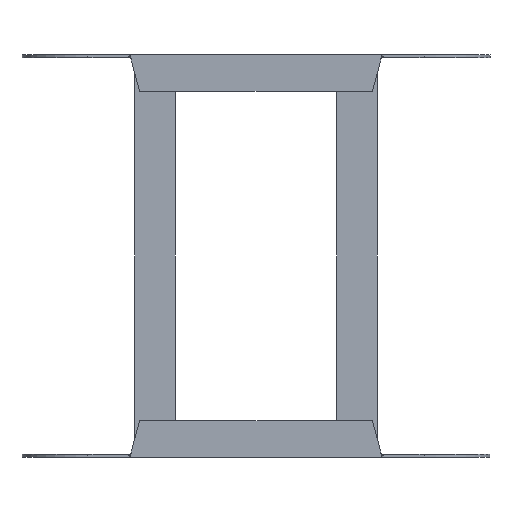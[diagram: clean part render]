
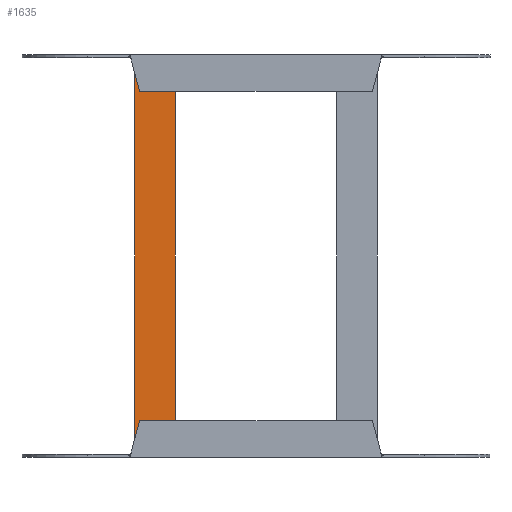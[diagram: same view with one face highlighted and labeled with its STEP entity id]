
A CAD part, front view. The second image highlights one B-rep face of the part: STEP entity #1635.
In plain terms, the highlighted planar face has unit normal (0, -1, 0).
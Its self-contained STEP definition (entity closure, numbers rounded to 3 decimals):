
#21 = ORIENTED_EDGE ( 'NONE', *, *, #1015, .T. ) ;
#26 = LINE ( 'NONE', #1448, #40 ) ;
#40 = VECTOR ( 'NONE', #724, 1000. ) ;
#44 = LINE ( 'NONE', #246, #50 ) ;
#50 = VECTOR ( 'NONE', #817, 1000. ) ;
#111 = ORIENTED_EDGE ( 'NONE', *, *, #2841, .T. ) ;
#233 = EDGE_CURVE ( 'NONE', #2010, #2951, #328, .T. ) ;
#246 = CARTESIAN_POINT ( 'NONE',  ( -11.5, 0., -146. ) ) ;
#259 = FACE_OUTER_BOUND ( 'NONE', #1743, .T. ) ;
#293 = VECTOR ( 'NONE', #2832, 1000. ) ;
#328 = LINE ( 'NONE', #3112, #293 ) ;
#377 = AXIS2_PLACEMENT_3D ( 'NONE', #1764, #2330, #2296 ) ;
#468 = EDGE_CURVE ( 'NONE', #761, #2935, #2750, .T. ) ;
#644 = CARTESIAN_POINT ( 'NONE',  ( -15., 0., -146. ) ) ;
#683 = LINE ( 'NONE', #1766, #2332 ) ;
#722 = ORIENTED_EDGE ( 'NONE', *, *, #468, .T. ) ;
#724 = DIRECTION ( 'NONE',  ( 1., 0., 0. ) ) ;
#743 = DIRECTION ( 'NONE',  ( 0., 0., 1. ) ) ;
#761 = VERTEX_POINT ( 'NONE', #1682 ) ;
#817 = DIRECTION ( 'NONE',  ( -1., 0., 0. ) ) ;
#1011 = VERTEX_POINT ( 'NONE', #1935 ) ;
#1015 = EDGE_CURVE ( 'NONE', #2935, #2076, #683, .T. ) ;
#1050 = VERTEX_POINT ( 'NONE', #2232 ) ;
#1199 = ORIENTED_EDGE ( 'NONE', *, *, #2663, .T. ) ;
#1318 = CARTESIAN_POINT ( 'NONE',  ( -15., 0., 146. ) ) ;
#1448 = CARTESIAN_POINT ( 'NONE',  ( -11.5, 0., 146. ) ) ;
#1606 = CARTESIAN_POINT ( 'NONE',  ( 15., 0., 146. ) ) ;
#1608 = ORIENTED_EDGE ( 'NONE', *, *, #2406, .F. ) ;
#1635 = ADVANCED_FACE ( 'NONE', ( #259 ), #3082, .F. ) ;
#1682 = CARTESIAN_POINT ( 'NONE',  ( 11.5, 0., -146. ) ) ;
#1743 = EDGE_LOOP ( 'NONE', ( #1199, #111, #1785, #1608, #3202, #722, #21, #2855 ) ) ;
#1764 = CARTESIAN_POINT ( 'NONE',  ( -11.5, 0., -146. ) ) ;
#1766 = CARTESIAN_POINT ( 'NONE',  ( 15., 0., -146. ) ) ;
#1785 = ORIENTED_EDGE ( 'NONE', *, *, #233, .F. ) ;
#1935 = CARTESIAN_POINT ( 'NONE',  ( -11.5, 0., -146. ) ) ;
#1949 = LINE ( 'NONE', #2197, #2264 ) ;
#2003 = EDGE_CURVE ( 'NONE', #761, #1011, #44, .T. ) ;
#2010 = VERTEX_POINT ( 'NONE', #644 ) ;
#2031 = EDGE_CURVE ( 'NONE', #2548, #2076, #26, .T. ) ;
#2041 = CARTESIAN_POINT ( 'NONE',  ( 11.5, 0., 146. ) ) ;
#2076 = VERTEX_POINT ( 'NONE', #1606 ) ;
#2197 = CARTESIAN_POINT ( 'NONE',  ( -11.5, 0., -146. ) ) ;
#2232 = CARTESIAN_POINT ( 'NONE',  ( -11.5, 0., 146. ) ) ;
#2264 = VECTOR ( 'NONE', #2329, 1000. ) ;
#2296 = DIRECTION ( 'NONE',  ( 0., 0., 1. ) ) ;
#2329 = DIRECTION ( 'NONE',  ( -1., 0., 0. ) ) ;
#2330 = DIRECTION ( 'NONE',  ( 0., 1., 0. ) ) ;
#2332 = VECTOR ( 'NONE', #743, 1000. ) ;
#2406 = EDGE_CURVE ( 'NONE', #1011, #2010, #1949, .T. ) ;
#2548 = VERTEX_POINT ( 'NONE', #2041 ) ;
#2632 = VECTOR ( 'NONE', #2761, 1000. ) ;
#2663 = EDGE_CURVE ( 'NONE', #2548, #1050, #2848, .T. ) ;
#2685 = CARTESIAN_POINT ( 'NONE',  ( 15., 0., -146. ) ) ;
#2750 = LINE ( 'NONE', #2922, #2632 ) ;
#2761 = DIRECTION ( 'NONE',  ( 1., 0., 0. ) ) ;
#2794 = CARTESIAN_POINT ( 'NONE',  ( -11.5, 0., 146. ) ) ;
#2832 = DIRECTION ( 'NONE',  ( 0., 0., 1. ) ) ;
#2841 = EDGE_CURVE ( 'NONE', #1050, #2951, #2910, .T. ) ;
#2848 = LINE ( 'NONE', #2794, #3361 ) ;
#2855 = ORIENTED_EDGE ( 'NONE', *, *, #2031, .F. ) ;
#2910 = LINE ( 'NONE', #3322, #2949 ) ;
#2922 = CARTESIAN_POINT ( 'NONE',  ( 15., 0., -146. ) ) ;
#2935 = VERTEX_POINT ( 'NONE', #2685 ) ;
#2949 = VECTOR ( 'NONE', #3118, 1000. ) ;
#2951 = VERTEX_POINT ( 'NONE', #1318 ) ;
#3082 = PLANE ( 'NONE',  #377 ) ;
#3112 = CARTESIAN_POINT ( 'NONE',  ( -15., 0., -146. ) ) ;
#3118 = DIRECTION ( 'NONE',  ( -1., 0., 0. ) ) ;
#3202 = ORIENTED_EDGE ( 'NONE', *, *, #2003, .F. ) ;
#3236 = DIRECTION ( 'NONE',  ( -1., 0., 0. ) ) ;
#3322 = CARTESIAN_POINT ( 'NONE',  ( -15., 0., 146. ) ) ;
#3361 = VECTOR ( 'NONE', #3236, 1000. ) ;
